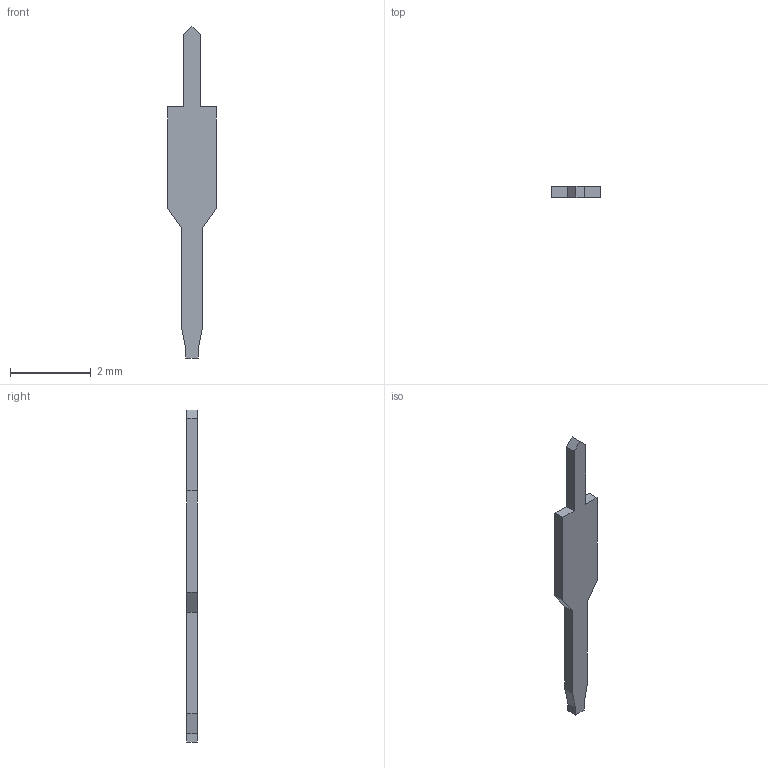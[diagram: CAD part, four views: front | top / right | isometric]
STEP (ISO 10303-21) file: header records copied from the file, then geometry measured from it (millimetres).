
FILE_DESCRIPTION(('FreeCAD Model'),'2;1');
FILE_NAME('Open CASCADE Shape Model','2023-10-09T16:37:23',('Author'),( ''),'Open CASCADE STEP processor 7.5','FreeCAD','Unknown');
FILE_SCHEMA(('AUTOMOTIVE_DESIGN { 1 0 10303 214 1 1 1 1 }'));
Length unit declared in the file: millimetre
Products named in the file (1): (Unsaved)
Bounding box: 1.2 x 0.27 x 8.2 mm (x, y, z)
Volume: 1.5 mm3; surface area: 16.2 mm2
Topology: 1 solids, 1 shells, 19 faces, 51 edges, 34 vertices
Faces by surface type: plane 19
Entity records: 607 total; most frequent: CARTESIAN_POINT 105, ORIENTED_EDGE 102, DIRECTION 91, EDGE_CURVE 51, LINE 51, VECTOR 51, VERTEX_POINT 34, AXIS2_PLACEMENT_3D 20
